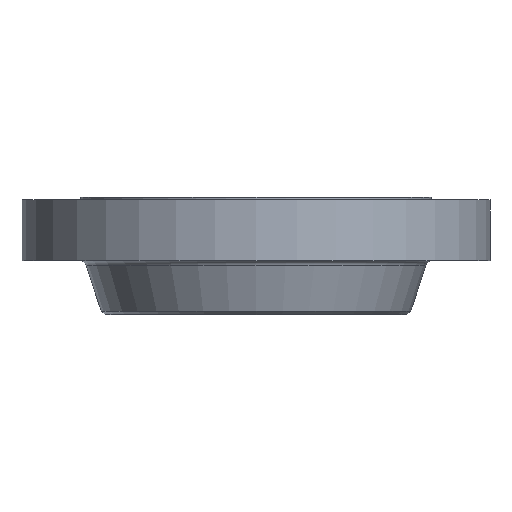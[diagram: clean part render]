
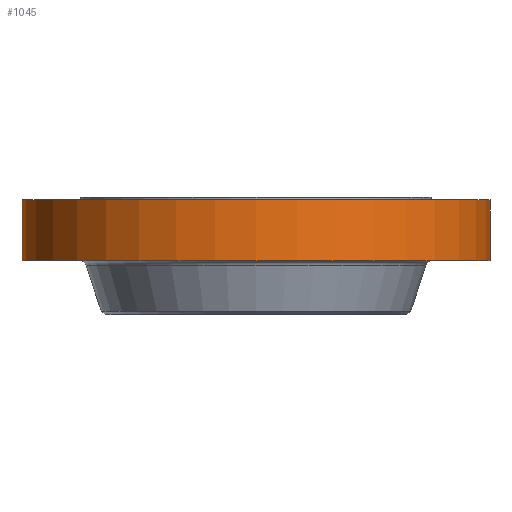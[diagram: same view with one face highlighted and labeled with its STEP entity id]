
A CAD part, front view. The second image highlights one B-rep face of the part: STEP entity #1045.
In plain terms, the highlighted cylindrical face has radius 619.125 mm (diameter 1238.25 mm), a partial arc.
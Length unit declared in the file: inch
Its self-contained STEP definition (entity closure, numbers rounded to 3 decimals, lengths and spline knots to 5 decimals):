
#32 = AXIS2_PLACEMENT_3D ( 'NONE', #458, #1395, #1081 ) ;
#81 = CARTESIAN_POINT ( 'NONE',  ( -24.375, 0., 0. ) ) ;
#142 = EDGE_LOOP ( 'NONE', ( #1115, #937, #1319, #1209 ) ) ;
#188 = EDGE_CURVE ( 'NONE', #423, #1851, #344, .T. ) ;
#216 = CARTESIAN_POINT ( 'NONE',  ( -24.375, 0., -6.5625 ) ) ;
#344 = CIRCLE ( 'NONE', #1956, 24.375 ) ;
#385 = CARTESIAN_POINT ( 'NONE',  ( 0., 0., -6.5625 ) ) ;
#390 = EDGE_CURVE ( 'NONE', #423, #789, #538, .T. ) ;
#423 = VERTEX_POINT ( 'NONE', #216 ) ;
#458 = CARTESIAN_POINT ( 'NONE',  ( 0., 0., 0. ) ) ;
#500 = CARTESIAN_POINT ( 'NONE',  ( 24.375, 0., -6.5625 ) ) ;
#528 = DIRECTION ( 'NONE',  ( 1., 0., 0. ) ) ;
#538 = LINE ( 'NONE', #81, #769 ) ;
#670 = DIRECTION ( 'NONE',  ( 0., 0., 1. ) ) ;
#769 = VECTOR ( 'NONE', #670, 39.37008 ) ;
#781 = DIRECTION ( 'NONE',  ( 0., 0., 1. ) ) ;
#789 = VERTEX_POINT ( 'NONE', #1459 ) ;
#843 = CARTESIAN_POINT ( 'NONE',  ( 0., 0., -0.25 ) ) ;
#937 = ORIENTED_EDGE ( 'NONE', *, *, #188, .T. ) ;
#965 = AXIS2_PLACEMENT_3D ( 'NONE', #843, #1114, #1725 ) ;
#966 = CARTESIAN_POINT ( 'NONE',  ( 24.375, 0., 0. ) ) ;
#1045 = ADVANCED_FACE ( 'NONE', ( #1842 ), #1057, .T. ) ;
#1057 = CYLINDRICAL_SURFACE ( 'NONE', #32, 24.375 ) ;
#1081 = DIRECTION ( 'NONE',  ( 1., 0., 0. ) ) ;
#1114 = DIRECTION ( 'NONE',  ( 0., 0., 1. ) ) ;
#1115 = ORIENTED_EDGE ( 'NONE', *, *, #390, .F. ) ;
#1209 = ORIENTED_EDGE ( 'NONE', *, *, #1322, .F. ) ;
#1234 = VERTEX_POINT ( 'NONE', #1827 ) ;
#1236 = CIRCLE ( 'NONE', #965, 24.375 ) ;
#1319 = ORIENTED_EDGE ( 'NONE', *, *, #1882, .T. ) ;
#1322 = EDGE_CURVE ( 'NONE', #789, #1234, #1236, .T. ) ;
#1395 = DIRECTION ( 'NONE',  ( 0., 0., 1. ) ) ;
#1459 = CARTESIAN_POINT ( 'NONE',  ( -24.375, 0., -0.25 ) ) ;
#1631 = DIRECTION ( 'NONE',  ( 0., 0., 1. ) ) ;
#1725 = DIRECTION ( 'NONE',  ( 1., 0., 0. ) ) ;
#1827 = CARTESIAN_POINT ( 'NONE',  ( 24.375, 0., -0.25 ) ) ;
#1842 = FACE_OUTER_BOUND ( 'NONE', #142, .T. ) ;
#1851 = VERTEX_POINT ( 'NONE', #500 ) ;
#1876 = VECTOR ( 'NONE', #781, 39.37008 ) ;
#1882 = EDGE_CURVE ( 'NONE', #1851, #1234, #1892, .T. ) ;
#1892 = LINE ( 'NONE', #966, #1876 ) ;
#1956 = AXIS2_PLACEMENT_3D ( 'NONE', #385, #1631, #528 ) ;
